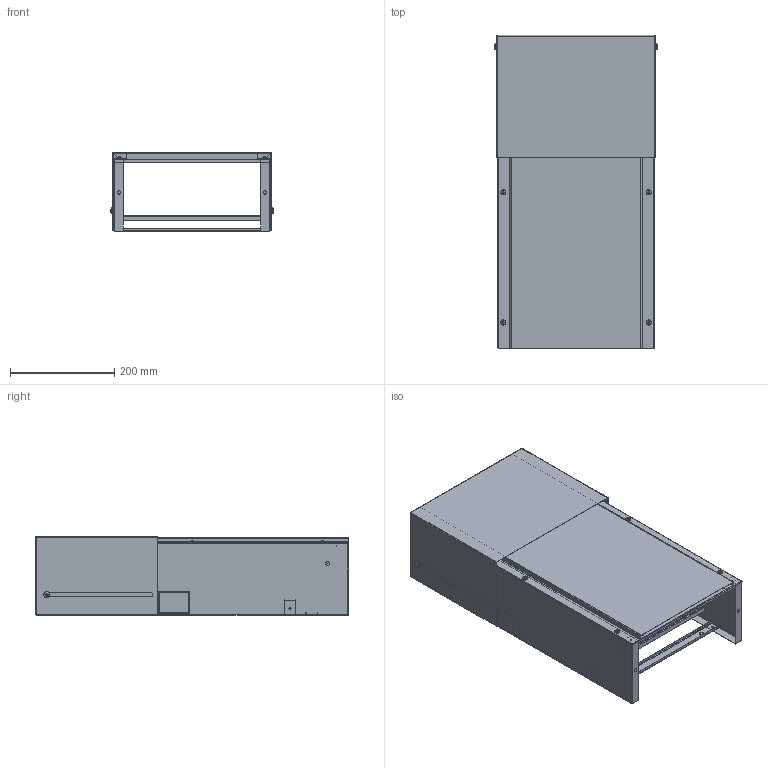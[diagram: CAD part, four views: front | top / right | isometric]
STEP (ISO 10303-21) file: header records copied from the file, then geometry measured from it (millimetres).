
FILE_DESCRIPTION (( 'STEP AP203' ), '1' );
FILE_NAME ('ÌÈ-1874.00.00.000 Öîêîëü âåðõíèé ñ êîìïåíñàòîðîì (600õ300õ150) EKF Basic.STEP', '2021-04-26T12:23:02', ( '' ), ( '' ), 'SwSTEP 2.0', 'SolidWorks 2021', '' );
FILE_SCHEMA (( 'CONFIG_CONTROL_DESIGN' ));
Length unit declared in the file: millimetre
Products named in the file (13): ÌÈ-1874.00.00.001 Êîìïåíñàòîð; ÌÈ-1874.01.01.000 Ñòåíêà ëåâàÿ â ñáîðå; ÌÈ-1810.01.00.001 Ïðîôèëü; ÌÈ-1874.01.01.001 Ñòåíêà ëåâàÿ; ÌÈ-1874.01.00.000 Êîðïóñ â ñáîðå; ÌÈ-1809.01.00.001 Øâåëëåð; 昈-1874.00.00.002 眈翴錪; Øïèëüêà Ì6õ12; Çàêëåïêà ãàå÷íàÿ Ì6; pan head cross recess screw_din_DIN EN ISO 7045 - M6 x 16 - Z - 16N; ÌÈ-1874.01.00.001 Ñòåíêà ïðàâàÿ; ÌÈ-1874.00.00.000 Öîêîëü âåðõíèé ñ êîìïåíñàòîðîì (600õ300õ150) EKF Basic; cross ph tapping 968_din_Screw DIN 968-ST4.2x13-C-H-N
Assembly tree (24 placements, depth 4):
  ÌÈ-1874.00.00.000 Öîêîëü âåðõíèé ñ êîìïåíñàòîðîì (600õ300õ150) EKF Basic
    ÌÈ-1874.01.00.000 Êîðïóñ â ñáîðå
      ÌÈ-1874.01.01.000 Ñòåíêà ëåâàÿ â ñáîðå
        ÌÈ-1874.01.01.001 Ñòåíêà ëåâàÿ
        Øïèëüêà Ì6õ12  x2
      ÌÈ-1810.01.00.001 Ïðîôèëü  x2
      Çàêëåïêà ãàå÷íàÿ Ì6  x2
      ÌÈ-1874.01.00.001 Ñòåíêà ïðàâàÿ
      ÌÈ-1809.01.00.001 Øâåëëåð  x4
    昈-1874.00.00.002 眈翴錪
    cross ph tapping 968_din_Screw DIN 968-ST4.2x13-C-H-N  x6
    ÌÈ-1874.00.00.001 Êîìïåíñàòîð
    pan head cross recess screw_din_DIN EN ISO 7045 - M6 x 16 - Z - 16N  x2
Bounding box: 313.97 x 601.7 x 151.7 mm (x, y, z)
Volume: 373178.8 mm3; surface area: 1241019.5 mm2
Topology: 22 solids, 22 shells, 848 faces, 2044 edges, 1244 vertices
Faces by surface type: plane 454, cylinder 298, cone 44, bspline 20, torus 16, sphere 16
Entity records: 16604 total; most frequent: CARTESIAN_POINT 3692, DIRECTION 2374, ORIENTED_EDGE 2252, EDGE_CURVE 1126, AXIS2_PLACEMENT_3D 843, VECTOR 688, LINE 688, VERTEX_POINT 680
